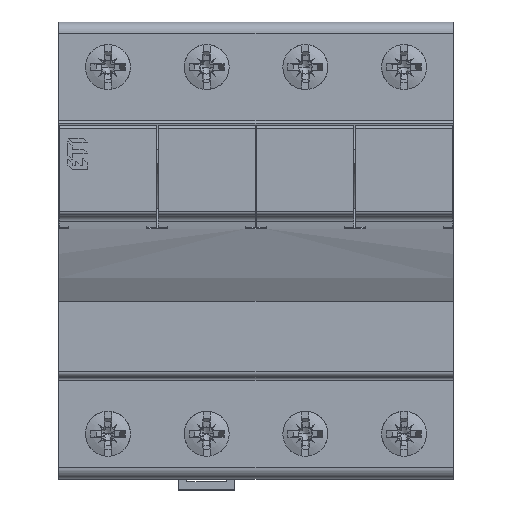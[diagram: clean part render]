
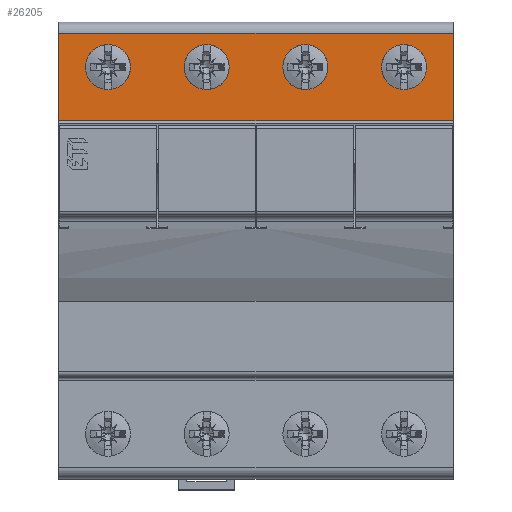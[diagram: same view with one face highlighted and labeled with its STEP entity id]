
A CAD part, top view. The second image highlights one B-rep face of the part: STEP entity #26205.
In plain terms, the highlighted planar face has unit normal (0, 0, 1).
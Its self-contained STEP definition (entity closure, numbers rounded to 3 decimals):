
#414=DIRECTION('',(0.,-1.,0.));
#415=VECTOR('',#414,15.5);
#416=CARTESIAN_POINT('',(0.,20.8,37.));
#417=LINE('',#416,#415);
#891=DIRECTION('',(1.,0.,0.));
#892=VECTOR('',#891,70.);
#893=CARTESIAN_POINT('',(0.,5.3,37.));
#894=LINE('',#893,#892);
#921=CARTESIAN_POINT('',(43.75,14.8,37.));
#922=DIRECTION('',(0.,0.,1.));
#923=DIRECTION('',(0.,1.,0.));
#924=AXIS2_PLACEMENT_3D('',#921,#922,#923);
#929=CARTESIAN_POINT('',(43.75,14.8,37.));
#930=DIRECTION('',(0.,0.,1.));
#931=DIRECTION('',(0.,-1.,0.));
#932=AXIS2_PLACEMENT_3D('',#929,#930,#931);
#937=CARTESIAN_POINT('',(61.25,14.8,37.));
#938=DIRECTION('',(0.,0.,1.));
#939=DIRECTION('',(0.,1.,0.));
#940=AXIS2_PLACEMENT_3D('',#937,#938,#939);
#945=CARTESIAN_POINT('',(61.25,14.8,37.));
#946=DIRECTION('',(0.,0.,1.));
#947=DIRECTION('',(0.,-1.,0.));
#948=AXIS2_PLACEMENT_3D('',#945,#946,#947);
#953=CARTESIAN_POINT('',(26.25,14.8,37.));
#954=DIRECTION('',(0.,0.,1.));
#955=DIRECTION('',(0.,1.,0.));
#956=AXIS2_PLACEMENT_3D('',#953,#954,#955);
#961=CARTESIAN_POINT('',(26.25,14.8,37.));
#962=DIRECTION('',(0.,0.,1.));
#963=DIRECTION('',(0.,-1.,0.));
#964=AXIS2_PLACEMENT_3D('',#961,#962,#963);
#969=CARTESIAN_POINT('',(8.75,14.8,37.));
#970=DIRECTION('',(0.,0.,1.));
#971=DIRECTION('',(0.,1.,0.));
#972=AXIS2_PLACEMENT_3D('',#969,#970,#971);
#977=CARTESIAN_POINT('',(8.75,14.8,37.));
#978=DIRECTION('',(0.,0.,1.));
#979=DIRECTION('',(0.,-1.,0.));
#980=AXIS2_PLACEMENT_3D('',#977,#978,#979);
#1000=DIRECTION('',(-1.,0.,0.));
#1001=VECTOR('',#1000,70.);
#1002=CARTESIAN_POINT('',(70.,20.8,37.));
#1003=LINE('',#1002,#1001);
#7476=DIRECTION('',(0.,-1.,0.));
#7477=VECTOR('',#7476,15.5);
#7478=CARTESIAN_POINT('',(70.,20.8,37.));
#7479=LINE('',#7478,#7477);
#22783=CARTESIAN_POINT('',(0.,20.8,37.));
#22785=VERTEX_POINT('',#22783);
#22791=CARTESIAN_POINT('',(0.,5.3,37.));
#22792=VERTEX_POINT('',#22791);
#22903=CARTESIAN_POINT('',(8.75,18.8,37.));
#22904=CARTESIAN_POINT('',(8.75,10.8,37.));
#22905=VERTEX_POINT('',#22903);
#22906=VERTEX_POINT('',#22904);
#23504=CARTESIAN_POINT('',(43.75,18.8,37.));
#23505=CARTESIAN_POINT('',(43.75,10.8,37.));
#23506=VERTEX_POINT('',#23504);
#23507=VERTEX_POINT('',#23505);
#24056=CARTESIAN_POINT('',(70.,20.8,37.));
#24058=VERTEX_POINT('',#24056);
#24063=CARTESIAN_POINT('',(70.,5.3,37.));
#24064=VERTEX_POINT('',#24063);
#24127=CARTESIAN_POINT('',(61.25,18.8,37.));
#24128=CARTESIAN_POINT('',(61.25,10.8,37.));
#24129=VERTEX_POINT('',#24127);
#24130=VERTEX_POINT('',#24128);
#24776=CARTESIAN_POINT('',(26.25,18.8,37.));
#24777=CARTESIAN_POINT('',(26.25,10.8,37.));
#24778=VERTEX_POINT('',#24776);
#24779=VERTEX_POINT('',#24777);
#26168=CARTESIAN_POINT('',(0.,22.8,37.));
#26169=DIRECTION('',(0.,0.,1.));
#26170=DIRECTION('',(0.,-1.,0.));
#26171=AXIS2_PLACEMENT_3D('',#26168,#26169,#26170);
#26172=PLANE('',#26171);
#26174=ORIENTED_EDGE('',*,*,#26173,.F.);
#26176=ORIENTED_EDGE('',*,*,#26175,.T.);
#26177=ORIENTED_EDGE('',*,*,#26159,.F.);
#26178=ORIENTED_EDGE('',*,*,#26020,.F.);
#26179=EDGE_LOOP('',(#26174,#26176,#26177,#26178));
#26180=FACE_OUTER_BOUND('',#26179,.F.);
#26182=ORIENTED_EDGE('',*,*,#26181,.T.);
#26184=ORIENTED_EDGE('',*,*,#26183,.T.);
#26185=EDGE_LOOP('',(#26182,#26184));
#26186=FACE_BOUND('',#26185,.F.);
#26188=ORIENTED_EDGE('',*,*,#26187,.T.);
#26190=ORIENTED_EDGE('',*,*,#26189,.T.);
#26191=EDGE_LOOP('',(#26188,#26190));
#26192=FACE_BOUND('',#26191,.F.);
#26194=ORIENTED_EDGE('',*,*,#26193,.T.);
#26196=ORIENTED_EDGE('',*,*,#26195,.T.);
#26197=EDGE_LOOP('',(#26194,#26196));
#26198=FACE_BOUND('',#26197,.F.);
#26200=ORIENTED_EDGE('',*,*,#26199,.T.);
#26202=ORIENTED_EDGE('',*,*,#26201,.T.);
#26203=EDGE_LOOP('',(#26200,#26202));
#26204=FACE_BOUND('',#26203,.F.);
#925=CIRCLE('',#924,4.);
#933=CIRCLE('',#932,4.);
#941=CIRCLE('',#940,4.);
#949=CIRCLE('',#948,4.);
#957=CIRCLE('',#956,4.);
#965=CIRCLE('',#964,4.);
#973=CIRCLE('',#972,4.);
#981=CIRCLE('',#980,4.);
#26020=EDGE_CURVE('',#22785,#22792,#417,.T.);
#26159=EDGE_CURVE('',#22792,#24064,#894,.T.);
#26173=EDGE_CURVE('',#24058,#22785,#1003,.T.);
#26175=EDGE_CURVE('',#24058,#24064,#7479,.T.);
#26181=EDGE_CURVE('',#23506,#23507,#925,.T.);
#26183=EDGE_CURVE('',#23507,#23506,#933,.T.);
#26187=EDGE_CURVE('',#24129,#24130,#941,.T.);
#26189=EDGE_CURVE('',#24130,#24129,#949,.T.);
#26193=EDGE_CURVE('',#24778,#24779,#957,.T.);
#26195=EDGE_CURVE('',#24779,#24778,#965,.T.);
#26199=EDGE_CURVE('',#22905,#22906,#973,.T.);
#26201=EDGE_CURVE('',#22906,#22905,#981,.T.);
#26205=ADVANCED_FACE('',(#26180,#26186,#26192,#26198,#26204),#26172,.T.);
